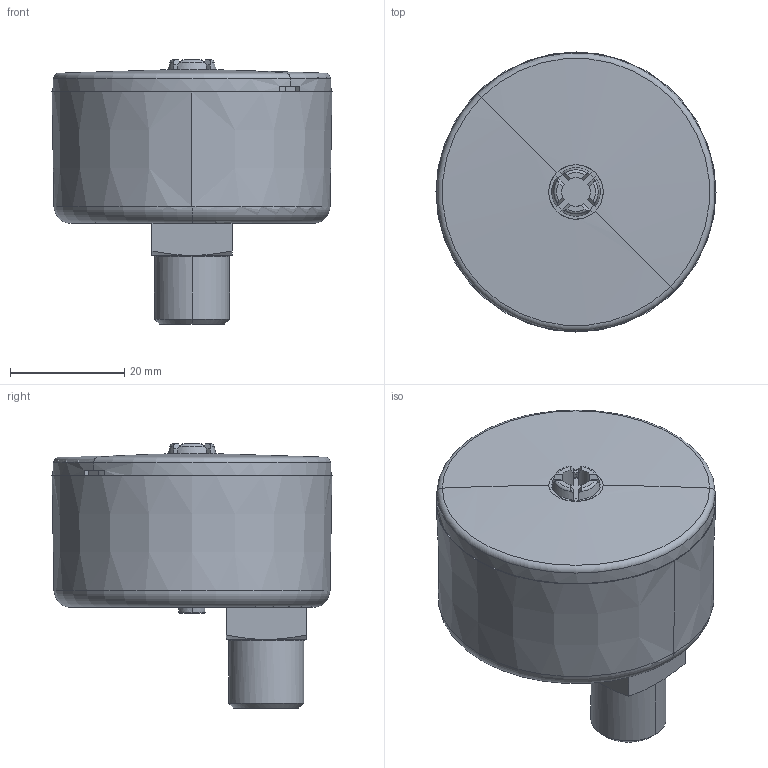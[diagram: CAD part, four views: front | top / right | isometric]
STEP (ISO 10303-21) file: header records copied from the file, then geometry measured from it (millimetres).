
FILE_DESCRIPTION(('CATIA V5 STEP Exchange','CAx-IF Rec.Pracs.--- Model Styling and Organization---1.5--- 2016-08-15','CAx-IF Rec.Pracs.---Supplemental Geometry---1.0---2011-11-01','CAx-IF Rec.Pracs.--- Composite Materials ---3.4---2017-06-13','CAx-IF Rec.Pracs.---Tessellated 3D Geometry---1.0---2015-12-17'),'2;1');
FILE_NAME('STEP_557204_-_TST.stp','2025-01-21T04:59:53+00:00',('none'),('none'),'CATIA Version 5-6 Release 2020 SP5','CATIA V5 STEP AP242 v2','none');
FILE_SCHEMA(('AP242_MANAGED_MODEL_BASED_3D_ENGINEERING_MIM_LF {1 0 10303 442 1 1 4}'));
Length unit declared in the file: millimetre
Products named in the file (1): 557204 - TST
Bounding box: 49 x 49 x 46.2 mm (x, y, z)
Volume: 17934.2 mm3; surface area: 18101.5 mm2
Topology: 1 solids, 1 shells, 452 faces, 1283 edges, 826 vertices
Faces by surface type: plane 235, cylinder 105, cone 54, torus 52, sphere 4, bspline 2
Entity records: 16135 total; most frequent: CARTESIAN_POINT 5811, ORIENTED_EDGE 2538, DIRECTION 1494, EDGE_CURVE 1269, VERTEX_POINT 826, AXIS2_PLACEMENT_3D 674, VECTOR 485, LINE 485
